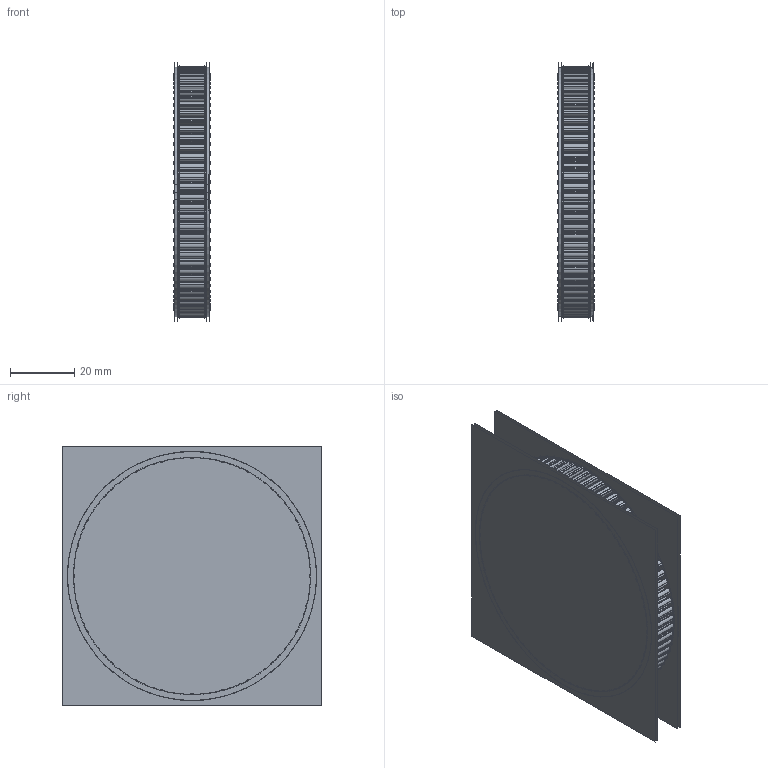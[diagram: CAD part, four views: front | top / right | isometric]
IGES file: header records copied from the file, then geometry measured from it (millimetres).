
Start section:  PTC IGES file: fe478m.igs
Global section: file name: fe478m.igs; native system: Creo Parametric by Parametric Technology Corporation; preprocessor: 2013150; author: sales 4; organization: Unknown; date: 20140324.142153; units: millimetre
Bounding box: 11.44 x 80.91 x 80.92 mm (x, y, z)
Volume: 5044.5 mm3; surface area: 173426.4 mm2
Topology: 77 solids, 77 shells, 5082 faces, 27676 edges, 35444 vertices
Faces by surface type: revolution 3048, bspline 2034
